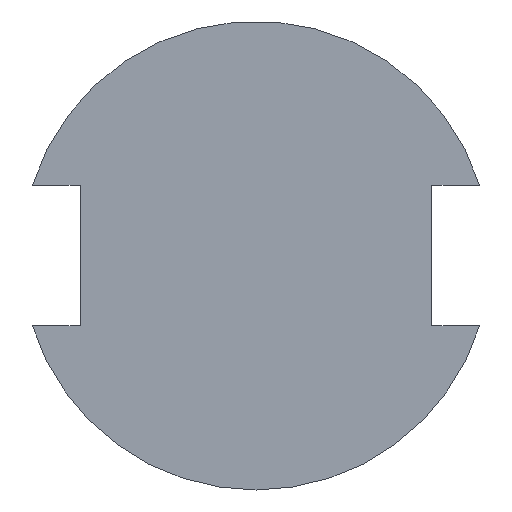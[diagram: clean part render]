
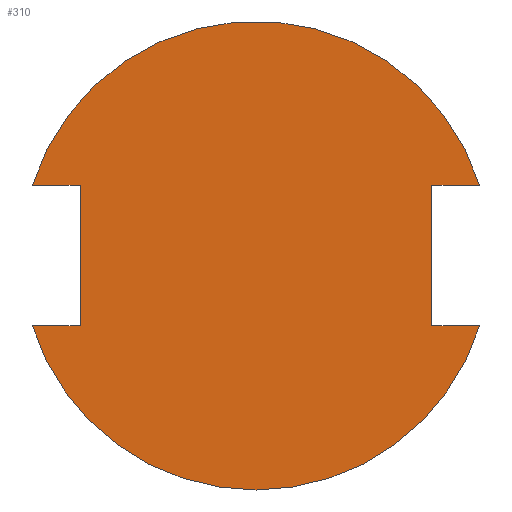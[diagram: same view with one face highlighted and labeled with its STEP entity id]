
A CAD part, front view. The second image highlights one B-rep face of the part: STEP entity #310.
In plain terms, the highlighted planar face has unit normal (0, -1, 0).
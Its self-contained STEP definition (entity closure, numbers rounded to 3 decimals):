
#12 = CARTESIAN_POINT ( 'NONE',  ( 0., 0., -100. ) ) ;
#16 = CARTESIAN_POINT ( 'NONE',  ( -95.394, 0., 30. ) ) ;
#19 = CARTESIAN_POINT ( 'NONE',  ( -95.394, 0., -30. ) ) ;
#20 = CARTESIAN_POINT ( 'NONE',  ( 75., 0., 30. ) ) ;
#22 = CARTESIAN_POINT ( 'NONE',  ( 75., 0., -30. ) ) ;
#23 = CARTESIAN_POINT ( 'NONE',  ( -75., 0., -30. ) ) ;
#25 = CARTESIAN_POINT ( 'NONE',  ( -75., 0., 30. ) ) ;
#26 = PLANE ( 'NONE',  #361 ) ;
#28 = CARTESIAN_POINT ( 'NONE',  ( 95.394, 0., -30. ) ) ;
#30 = CARTESIAN_POINT ( 'NONE',  ( 0., 0., 0. ) ) ;
#31 = DIRECTION ( 'NONE',  ( 0., -1., 0. ) ) ;
#32 = CARTESIAN_POINT ( 'NONE',  ( 95.394, 0., 30. ) ) ;
#33 = DIRECTION ( 'NONE',  ( 0., 0., -1. ) ) ;
#76 = CARTESIAN_POINT ( 'NONE',  ( 0., 0., 0. ) ) ;
#82 = DIRECTION ( 'NONE',  ( 0., 1., 0. ) ) ;
#83 = DIRECTION ( 'NONE',  ( 0., 0., -1. ) ) ;
#89 = CARTESIAN_POINT ( 'NONE',  ( 0., 0., 0. ) ) ;
#91 = CARTESIAN_POINT ( 'NONE',  ( 0., 0., 0. ) ) ;
#98 = CARTESIAN_POINT ( 'NONE',  ( -75., 0., 30. ) ) ;
#99 = DIRECTION ( 'NONE',  ( -1., 0., 0. ) ) ;
#101 = DIRECTION ( 'NONE',  ( -1., 0., 0. ) ) ;
#102 = DIRECTION ( 'NONE',  ( 0., 1., 0. ) ) ;
#103 = DIRECTION ( 'NONE',  ( 0., 0., -1. ) ) ;
#104 = CARTESIAN_POINT ( 'NONE',  ( 75., 0., 30. ) ) ;
#105 = DIRECTION ( 'NONE',  ( 0., 0., -1. ) ) ;
#106 = DIRECTION ( 'NONE',  ( 0., 1., 0. ) ) ;
#111 = CARTESIAN_POINT ( 'NONE',  ( 75., 0., -30. ) ) ;
#114 = CARTESIAN_POINT ( 'NONE',  ( -75., 0., -30. ) ) ;
#118 = CARTESIAN_POINT ( 'NONE',  ( 75., 0., -30. ) ) ;
#122 = DIRECTION ( 'NONE',  ( 1., 0., 0. ) ) ;
#123 = CARTESIAN_POINT ( 'NONE',  ( -75., 0., -30. ) ) ;
#125 = DIRECTION ( 'NONE',  ( 0., 0., -1. ) ) ;
#137 = DIRECTION ( 'NONE',  ( 1., 0., 0. ) ) ;
#138 = DIRECTION ( 'NONE',  ( 0., 0., 1. ) ) ;
#150 = VERTEX_POINT ( 'NONE', #19 ) ;
#153 = VERTEX_POINT ( 'NONE', #25 ) ;
#156 = VERTEX_POINT ( 'NONE', #16 ) ;
#158 = VERTEX_POINT ( 'NONE', #23 ) ;
#160 = VERTEX_POINT ( 'NONE', #12 ) ;
#162 = EDGE_LOOP ( 'NONE', ( #229, #236, #226, #225, #187, #233, #234, #235, #188 ) ) ;
#175 = VERTEX_POINT ( 'NONE', #20 ) ;
#176 = VERTEX_POINT ( 'NONE', #22 ) ;
#187 = ORIENTED_EDGE ( 'NONE', *, *, #345, .F. ) ;
#188 = ORIENTED_EDGE ( 'NONE', *, *, #348, .F. ) ;
#207 = VERTEX_POINT ( 'NONE', #32 ) ;
#215 = VERTEX_POINT ( 'NONE', #28 ) ;
#225 = ORIENTED_EDGE ( 'NONE', *, *, #347, .F. ) ;
#226 = ORIENTED_EDGE ( 'NONE', *, *, #333, .F. ) ;
#229 = ORIENTED_EDGE ( 'NONE', *, *, #337, .F. ) ;
#233 = ORIENTED_EDGE ( 'NONE', *, *, #325, .F. ) ;
#234 = ORIENTED_EDGE ( 'NONE', *, *, #328, .F. ) ;
#235 = ORIENTED_EDGE ( 'NONE', *, *, #331, .F. ) ;
#236 = ORIENTED_EDGE ( 'NONE', *, *, #326, .F. ) ;
#242 = FACE_OUTER_BOUND ( 'NONE', #162, .T. ) ;
#254 = VECTOR ( 'NONE', #99, 1000. ) ;
#258 = LINE ( 'NONE', #104, #254 ) ;
#264 = LINE ( 'NONE', #98, #276 ) ;
#265 = CIRCLE ( 'NONE', #365, 100. ) ;
#271 = CIRCLE ( 'NONE', #362, 100. ) ;
#274 = CIRCLE ( 'NONE', #351, 100. ) ;
#276 = VECTOR ( 'NONE', #101, 1000. ) ;
#277 = VECTOR ( 'NONE', #125, 1000. ) ;
#281 = LINE ( 'NONE', #118, #277 ) ;
#282 = VECTOR ( 'NONE', #137, 1000. ) ;
#286 = LINE ( 'NONE', #114, #282 ) ;
#294 = LINE ( 'NONE', #123, #302 ) ;
#300 = VECTOR ( 'NONE', #122, 1000. ) ;
#302 = VECTOR ( 'NONE', #138, 1000. ) ;
#306 = LINE ( 'NONE', #111, #300 ) ;
#310 = ADVANCED_FACE ( 'NONE', ( #242 ), #26, .T. ) ;
#325 = EDGE_CURVE ( 'NONE', #207, #175, #258, .T. ) ;
#326 = EDGE_CURVE ( 'NONE', #160, #150, #271, .T. ) ;
#328 = EDGE_CURVE ( 'NONE', #156, #207, #274, .T. ) ;
#331 = EDGE_CURVE ( 'NONE', #153, #156, #264, .T. ) ;
#333 = EDGE_CURVE ( 'NONE', #215, #160, #265, .T. ) ;
#337 = EDGE_CURVE ( 'NONE', #150, #158, #286, .T. ) ;
#345 = EDGE_CURVE ( 'NONE', #175, #176, #281, .T. ) ;
#347 = EDGE_CURVE ( 'NONE', #176, #215, #306, .T. ) ;
#348 = EDGE_CURVE ( 'NONE', #158, #153, #294, .T. ) ;
#351 = AXIS2_PLACEMENT_3D ( 'NONE', #91, #102, #105 ) ;
#361 = AXIS2_PLACEMENT_3D ( 'NONE', #30, #31, #33 ) ;
#362 = AXIS2_PLACEMENT_3D ( 'NONE', #76, #106, #103 ) ;
#365 = AXIS2_PLACEMENT_3D ( 'NONE', #89, #82, #83 ) ;
